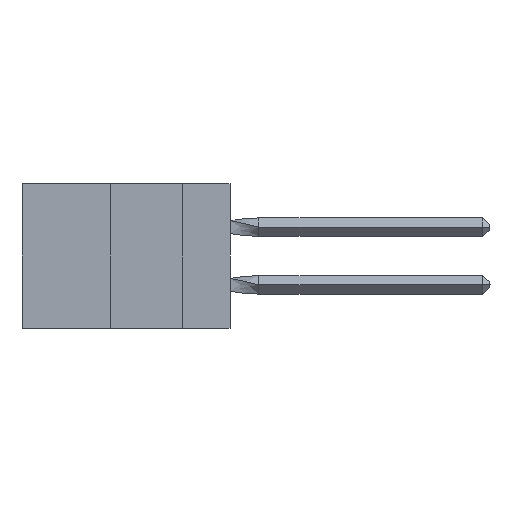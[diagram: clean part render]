
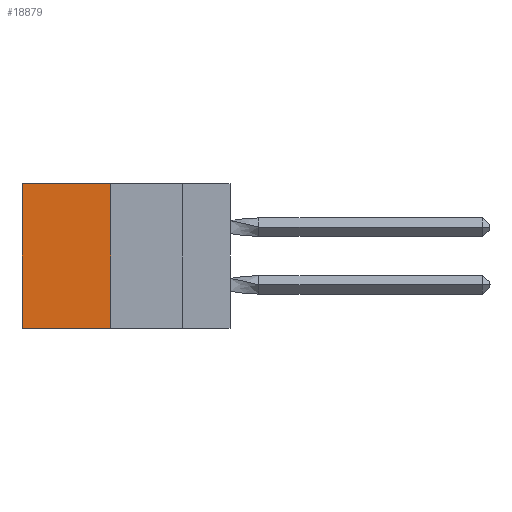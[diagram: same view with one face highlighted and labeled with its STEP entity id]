
A CAD part, left-side view. The second image highlights one B-rep face of the part: STEP entity #18879.
In plain terms, the highlighted planar face has unit normal (-1, 0, 0).
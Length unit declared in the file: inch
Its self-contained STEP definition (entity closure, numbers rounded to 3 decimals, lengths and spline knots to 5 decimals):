
#1135 = VECTOR ( 'NONE', #38245, 39.37008 ) ;
#1164 = CARTESIAN_POINT ( 'NONE',  ( 0.305, 0.72, 0. ) ) ;
#2015 = CARTESIAN_POINT ( 'NONE',  ( 0.305, 0.413, 0. ) ) ;
#2086 = LINE ( 'NONE', #13706, #1135 ) ;
#2601 = VERTEX_POINT ( 'NONE', #2015 ) ;
#3192 = VERTEX_POINT ( 'NONE', #1164 ) ;
#5155 = CARTESIAN_POINT ( 'NONE',  ( 0.305, 0.413, -0.5 ) ) ;
#5292 = ORIENTED_EDGE ( 'NONE', *, *, #19908, .T. ) ;
#5760 = CARTESIAN_POINT ( 'NONE',  ( 0.305, 0.413, -0.5 ) ) ;
#5771 = EDGE_LOOP ( 'NONE', ( #13795, #29967, #14273, #5292 ) ) ;
#6006 = VERTEX_POINT ( 'NONE', #8117 ) ;
#6938 = EDGE_CURVE ( 'NONE', #34389, #6006, #6998, .T. ) ;
#6998 = LINE ( 'NONE', #5155, #38654 ) ;
#7588 = EDGE_CURVE ( 'NONE', #3192, #6006, #17237, .T. ) ;
#8117 = CARTESIAN_POINT ( 'NONE',  ( 0.305, 0.72, -0.5 ) ) ;
#10719 = CARTESIAN_POINT ( 'NONE',  ( 0.305, 0.413, -0.5 ) ) ;
#13706 = CARTESIAN_POINT ( 'NONE',  ( 0.305, 0.413, 0. ) ) ;
#13795 = ORIENTED_EDGE ( 'NONE', *, *, #7588, .T. ) ;
#14273 = ORIENTED_EDGE ( 'NONE', *, *, #29846, .F. ) ;
#17237 = LINE ( 'NONE', #38422, #34523 ) ;
#17522 = DIRECTION ( 'NONE',  ( 0., 0., -1. ) ) ;
#18879 = ADVANCED_FACE ( 'NONE', ( #25385 ), #29848, .F. ) ;
#19908 = EDGE_CURVE ( 'NONE', #2601, #3192, #2086, .T. ) ;
#20034 = DIRECTION ( 'NONE',  ( 0., 0., -1. ) ) ;
#25385 = FACE_OUTER_BOUND ( 'NONE', #5771, .T. ) ;
#27344 = DIRECTION ( 'NONE',  ( 0., 0., -1. ) ) ;
#29311 = CARTESIAN_POINT ( 'NONE',  ( 0.305, 0.413, -0.5 ) ) ;
#29721 = DIRECTION ( 'NONE',  ( 1., 0., 0. ) ) ;
#29846 = EDGE_CURVE ( 'NONE', #2601, #34389, #36319, .T. ) ;
#29848 = PLANE ( 'NONE',  #35123 ) ;
#29967 = ORIENTED_EDGE ( 'NONE', *, *, #6938, .F. ) ;
#30104 = DIRECTION ( 'NONE',  ( 0., 1., 0. ) ) ;
#34389 = VERTEX_POINT ( 'NONE', #10719 ) ;
#34523 = VECTOR ( 'NONE', #20034, 39.37008 ) ;
#35123 = AXIS2_PLACEMENT_3D ( 'NONE', #29311, #29721, #17522 ) ;
#35409 = VECTOR ( 'NONE', #27344, 39.37008 ) ;
#36319 = LINE ( 'NONE', #5760, #35409 ) ;
#38245 = DIRECTION ( 'NONE',  ( 0., 1., 0. ) ) ;
#38422 = CARTESIAN_POINT ( 'NONE',  ( 0.305, 0.72, -0.5 ) ) ;
#38654 = VECTOR ( 'NONE', #30104, 39.37008 ) ;
